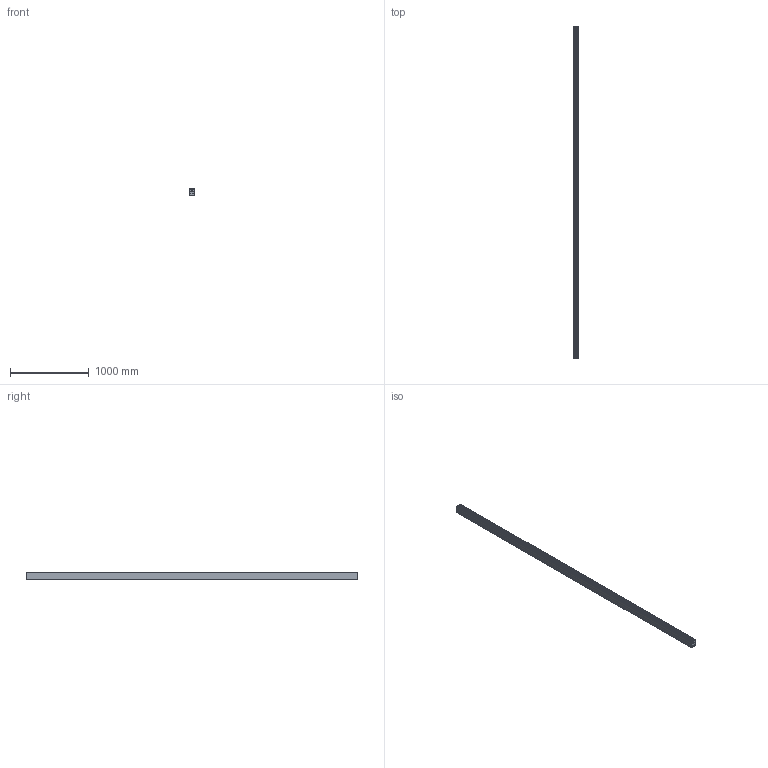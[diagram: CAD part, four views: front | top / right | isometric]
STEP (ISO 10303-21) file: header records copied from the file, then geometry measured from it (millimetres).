
FILE_DESCRIPTION(/* description */ ('This is a sample STEP configuration'),/* implementation_level */ '2;1');
FILE_NAME(/* name */ '728-101091xxxxxx _Simple.ipt_Rev_00.3.stp',/* time_stamp */ '2021-02-06T14:41:15+01:00',/* author */ ('powerJobs'),/* organization */ ('coolOrange'),/* preprocessor_version */ 'ST-DEVELOPER v18.1',/* originating_system */ 'Autodesk Inventor 2020',/* authorisation */ '');
FILE_SCHEMA (('AUTOMOTIVE_DESIGN { 1 0 10303 214 3 1 1 }'));
Products named in the file (1): ENG000018586
Bounding box: 76.2 x 4220 x 90.5 mm (x, y, z)
Volume: 3718659.4 mm3; surface area: 4023866.5 mm2
Topology: 1 solids, 1 shells, 1851 faces, 4798 edges, 2943 vertices
Faces by surface type: cylinder 827, plane 580, bspline 252, torus 92, sphere 72, cone 28
Full cylindrical faces by diameter (mm): 5.2 x4, 8.667 x2, 10 x2, 12 x1, 13.5 x2, 19 x2, 20 x1, 24 x2
Entity records: 65751 total; most frequent: CARTESIAN_POINT 18568, DIRECTION 9705, ORIENTED_EDGE 9566, EDGE_CURVE 4783, AXIS2_PLACEMENT_3D 3694, VERTEX_POINT 2943, LINE 2317, VECTOR 2317
